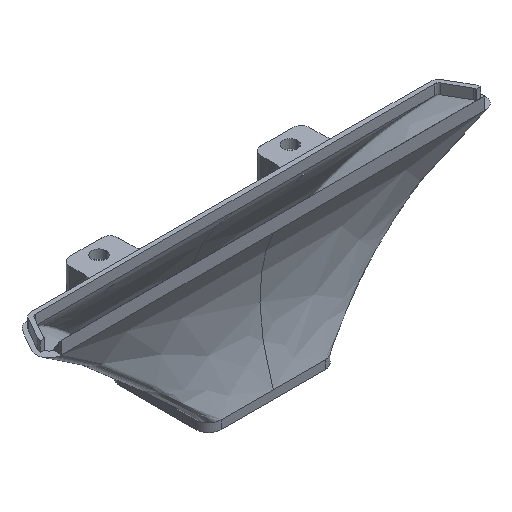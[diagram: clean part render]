
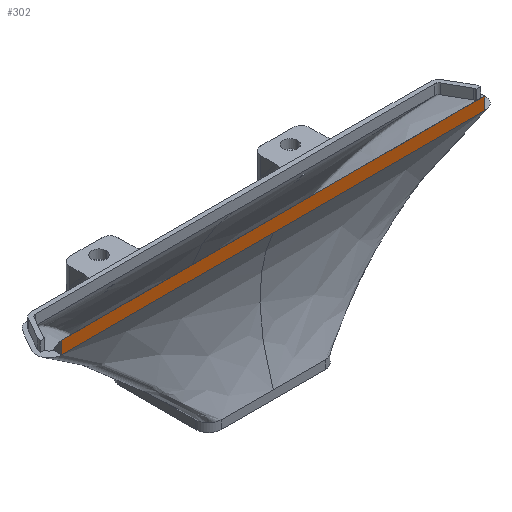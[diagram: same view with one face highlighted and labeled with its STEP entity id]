
A CAD part, isometric view. The second image highlights one B-rep face of the part: STEP entity #302.
In plain terms, the highlighted planar face has unit normal (0, -1, 0).
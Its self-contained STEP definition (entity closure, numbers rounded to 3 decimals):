
#124 = DIRECTION ( 'NONE',  ( 0., 1., 0. ) ) ;
#302 = ADVANCED_FACE ( 'NONE', ( #3359 ), #1683, .F. ) ;
#339 = CARTESIAN_POINT ( 'NONE',  ( -49.809, 2., -5. ) ) ;
#359 = CARTESIAN_POINT ( 'NONE',  ( -49.809, 2., -5. ) ) ;
#392 = ORIENTED_EDGE ( 'NONE', *, *, #1612, .F. ) ;
#510 = VECTOR ( 'NONE', #4296, 1000. ) ;
#731 = ORIENTED_EDGE ( 'NONE', *, *, #1877, .F. ) ;
#968 = EDGE_CURVE ( 'NONE', #4847, #3801, #1786, .T. ) ;
#977 = ORIENTED_EDGE ( 'NONE', *, *, #4837, .T. ) ;
#984 = VERTEX_POINT ( 'NONE', #3327 ) ;
#1362 = VECTOR ( 'NONE', #3640, 1000. ) ;
#1612 = EDGE_CURVE ( 'NONE', #3753, #984, #4569, .T. ) ;
#1683 = PLANE ( 'NONE',  #3482 ) ;
#1759 = CARTESIAN_POINT ( 'NONE',  ( 49.809, 2.001, -5. ) ) ;
#1786 = LINE ( 'NONE', #4610, #5002 ) ;
#1798 = LINE ( 'NONE', #2485, #510 ) ;
#1853 = CARTESIAN_POINT ( 'NONE',  ( 49.809, 2., -8. ) ) ;
#1877 = EDGE_CURVE ( 'NONE', #3054, #3753, #1798, .T. ) ;
#2073 = DIRECTION ( 'NONE',  ( -1., 0., 0. ) ) ;
#2182 = CARTESIAN_POINT ( 'NONE',  ( -49.809, 2., -8. ) ) ;
#2485 = CARTESIAN_POINT ( 'NONE',  ( 49.809, 2., -5. ) ) ;
#2793 = DIRECTION ( 'NONE',  ( 0., 0., -1. ) ) ;
#2945 = EDGE_CURVE ( 'NONE', #984, #4847, #5056, .T. ) ;
#2950 = DIRECTION ( 'NONE',  ( -1., 0., 0. ) ) ;
#3054 = VERTEX_POINT ( 'NONE', #339 ) ;
#3159 = DIRECTION ( 'NONE',  ( -1., 0., 0. ) ) ;
#3327 = CARTESIAN_POINT ( 'NONE',  ( 49.809, 2., -8. ) ) ;
#3359 = FACE_OUTER_BOUND ( 'NONE', #4888, .T. ) ;
#3482 = AXIS2_PLACEMENT_3D ( 'NONE', #5023, #124, #2950 ) ;
#3640 = DIRECTION ( 'NONE',  ( 0., 0., -1. ) ) ;
#3753 = VERTEX_POINT ( 'NONE', #1759 ) ;
#3801 = VERTEX_POINT ( 'NONE', #2182 ) ;
#4192 = VECTOR ( 'NONE', #2793, 1000. ) ;
#4214 = LINE ( 'NONE', #359, #4192 ) ;
#4296 = DIRECTION ( 'NONE',  ( 1., 0., 0. ) ) ;
#4405 = ORIENTED_EDGE ( 'NONE', *, *, #2945, .F. ) ;
#4569 = LINE ( 'NONE', #4742, #1362 ) ;
#4610 = CARTESIAN_POINT ( 'NONE',  ( 49.809, 2., -8. ) ) ;
#4742 = CARTESIAN_POINT ( 'NONE',  ( 49.809, 2., -5. ) ) ;
#4837 = EDGE_CURVE ( 'NONE', #3054, #3801, #4214, .T. ) ;
#4847 = VERTEX_POINT ( 'NONE', #4880 ) ;
#4880 = CARTESIAN_POINT ( 'NONE',  ( 0., 2., -8. ) ) ;
#4888 = EDGE_LOOP ( 'NONE', ( #4405, #392, #731, #977, #5212 ) ) ;
#5002 = VECTOR ( 'NONE', #2073, 1000. ) ;
#5020 = VECTOR ( 'NONE', #3159, 1000. ) ;
#5023 = CARTESIAN_POINT ( 'NONE',  ( 49.809, 2., -5. ) ) ;
#5056 = LINE ( 'NONE', #1853, #5020 ) ;
#5212 = ORIENTED_EDGE ( 'NONE', *, *, #968, .F. ) ;
